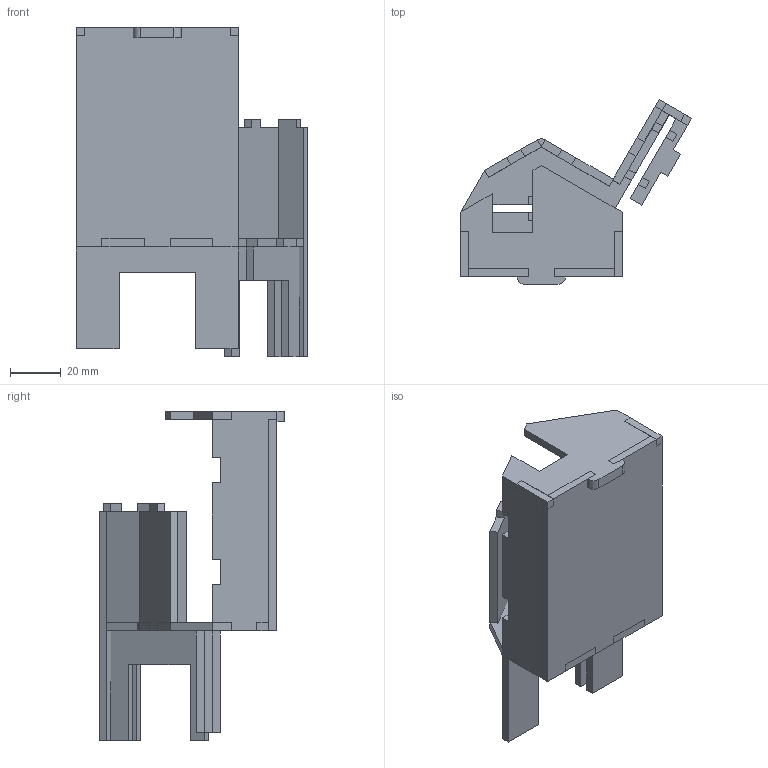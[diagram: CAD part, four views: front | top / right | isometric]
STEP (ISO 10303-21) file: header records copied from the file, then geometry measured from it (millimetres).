
FILE_DESCRIPTION(/* description */ ('STEP AP242','CAx-IF Rec.Pracs.---Representation and Presentation of Product Manufacturing Information (PMI)---4.0---2014-10-13','CAx-IF Rec.Pracs.---3D Tessellated Geometry---0.4---2014-09-14','2;1'),/* implementation_level */ '2;1');
FILE_NAME(/* name */ '64fb4c5c17393c0e6f93cafa',/* time_stamp */ '2023-09-08T16:31:25Z',/* author */ (''),/* organization */ (''),/* preprocessor_version */ 'ST-DEVELOPER v19.4',/* originating_system */ ' ',/* authorisation */ ' ');
FILE_SCHEMA (('AP242_MANAGED_MODEL_BASED_3D_ENGINEERING_MIM_LF { 1 0 10303 442 1 1 4 }'));
Length unit declared in the file: metre
Products named in the file (15): Shielding3; Shielding2; Shielding; ChuteGateSide; ChuteGate; ChuteGate2; roof; ArenaEnclosure3; ArenaEnclosure2; ArenaEnclosure; ArenaGate2; Column; Column2; ArenaGate; Base
Bounding box: 90.78 x 72.62 x 129.53 mm (x, y, z)
Volume: 74548.3 mm3; surface area: 57987.4 mm2
Topology: 15 solids, 15 shells, 318 faces, 864 edges, 576 vertices
Faces by surface type: plane 315, cylinder 3
Entity records: 10207 total; most frequent: CARTESIAN_POINT 1773, ORIENTED_EDGE 1728, DIRECTION 1536, EDGE_CURVE 864, LINE 858, VECTOR 858, VERTEX_POINT 576, AXIS2_PLACEMENT_3D 339
